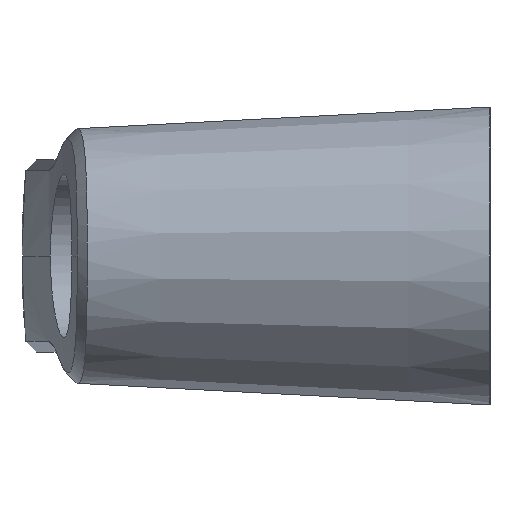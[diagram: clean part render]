
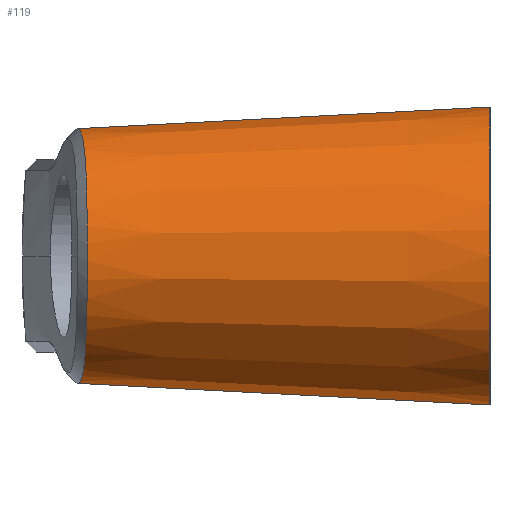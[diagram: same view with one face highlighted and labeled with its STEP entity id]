
A CAD part, left-side view. The second image highlights one B-rep face of the part: STEP entity #119.
In plain terms, the highlighted conical face has half-angle 3 degrees and reference radius 15.5 mm.
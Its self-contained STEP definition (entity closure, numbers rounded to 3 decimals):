
#119=ADVANCED_FACE('NONE',(#295),#296,.T.);
#295=FACE_OUTER_BOUND('',#531,.T.);
#296=CONICAL_SURFACE('',#532,15.5,0.052);
#531=EDGE_LOOP('',(#1468,#1469,#1470,#1471));
#532=AXIS2_PLACEMENT_3D('',#1472,#1473,#1474);
#1468=ORIENTED_EDGE('',*,*,#2036,.T.);
#1469=ORIENTED_EDGE('',*,*,#2037,.T.);
#1470=ORIENTED_EDGE('',*,*,#2038,.T.);
#1471=ORIENTED_EDGE('',*,*,#2039,.F.);
#1472=CARTESIAN_POINT('',(-66.0,0.0,0.0));
#1473=DIRECTION('',(-0.0,-1.0,0.0));
#1474=DIRECTION('',(0.0,0.0,1.0));
#2036=EDGE_CURVE('NONE',#2346,#2347,#2348,.T.);
#2037=EDGE_CURVE('NONE',#2347,#2349,#2350,.T.);
#2038=EDGE_CURVE('NONE',#2349,#2351,#2352,.T.);
#2039=EDGE_CURVE('NONE',#2346,#2351,#2353,.T.);
#2346=VERTEX_POINT('NONE',#3105);
#2347=VERTEX_POINT('NONE',#3106);
#2348=B_SPLINE_CURVE_WITH_KNOTS('',3,(#3107,#3108,#3109,#3110,#3111,#3112,#3113,#3114,#3115,#3116,#3117,#3118,#3119,#3120,#3121,#3122,#3123,#3124,#3125,#3126,#3127,#3128,#3129,#3130,#3131,#3132,#3133,#3134,#3135,#3136,#3137,#3138,#3139,#3140,#3141,#3142,#3143,#3144,#3145,#3146,#3147,#3148,#3149,#3150,#3151,#3152,#3153,#3154,#3155,#3156,#3157,#3158,#3159,#3160,#3161,#3162,#3163,#3164,#3165,#3166,#3167,#3168,#3169,#3170,#3171,#3172,#3173,#3174,#3175,#3176,#3177,#3178,#3179,#3180),.UNSPECIFIED.,.F.,.F.,(4,2,1,1,1,1,1,2,2,2,2,2,1,1,2,2,1,1,2,2,2,2,2,2,1,2,2,2,2,2,2,1,1,2,2,1,2,2,2,1,1,1,2,2,4),(0.11,0.11,0.111,0.112,0.113,0.116,0.122,0.134,0.159,0.208,0.305,0.33,0.331,0.332,0.332,0.333,0.336,0.342,0.354,0.403,0.451,0.5,0.549,0.555,0.561,0.573,0.598,0.647,0.695,0.744,0.768,0.775,0.776,0.777,0.778,0.781,0.793,0.842,0.866,0.878,0.884,0.887,0.888,0.889,0.89),.UNSPECIFIED.);
#2349=VERTEX_POINT('NONE',#3181);
#2350=LINE('',#3182,#3183);
#2351=VERTEX_POINT('NONE',#3184);
#2352=CIRCLE('',#3185,15.5);
#2353=LINE('',#3186,#3187);
#3105=CARTESIAN_POINT('',(-66.,42.895,13.252));
#3106=CARTESIAN_POINT('',(-66.,42.895,-13.252));
#3107=CARTESIAN_POINT('',(-66.,42.895,13.252));
#3108=CARTESIAN_POINT('',(-66.005,42.894,13.252));
#3109=CARTESIAN_POINT('',(-66.013,42.893,13.252));
#3110=CARTESIAN_POINT('',(-66.026,42.891,13.252));
#3111=CARTESIAN_POINT('',(-66.045,42.889,13.252));
#3112=CARTESIAN_POINT('',(-66.091,42.884,13.252));
#3113=CARTESIAN_POINT('',(-66.182,42.873,13.252));
#3114=CARTESIAN_POINT('',(-66.365,42.851,13.25));
#3115=CARTESIAN_POINT('',(-66.731,42.809,13.239));
#3116=CARTESIAN_POINT('',(-67.045,42.774,13.219));
#3117=CARTESIAN_POINT('',(-67.673,42.704,13.163));
#3118=CARTESIAN_POINT('',(-68.092,42.66,13.105));
#3119=CARTESIAN_POINT('',(-69.344,42.534,12.871));
#3120=CARTESIAN_POINT('',(-70.172,42.458,12.632));
#3121=CARTESIAN_POINT('',(-72.581,42.252,11.67));
#3122=CARTESIAN_POINT('',(-74.089,42.147,10.697));
#3123=CARTESIAN_POINT('',(-75.682,42.055,9.124));
#3124=CARTESIAN_POINT('',(-75.986,42.039,8.792));
#3125=CARTESIAN_POINT('',(-76.291,42.023,8.422));
#3126=CARTESIAN_POINT('',(-76.318,42.022,8.389));
#3127=CARTESIAN_POINT('',(-76.349,42.02,8.351));
#3128=CARTESIAN_POINT('',(-76.362,42.02,8.334));
#3129=CARTESIAN_POINT('',(-76.371,42.019,8.323));
#3130=CARTESIAN_POINT('',(-76.376,42.019,8.317));
#3131=CARTESIAN_POINT('',(-76.408,42.017,8.277));
#3132=CARTESIAN_POINT('',(-76.493,42.013,8.17));
#3133=CARTESIAN_POINT('',(-76.689,42.004,7.916));
#3134=CARTESIAN_POINT('',(-76.852,41.996,7.689));
#3135=CARTESIAN_POINT('',(-77.387,41.972,6.914));
#3136=CARTESIAN_POINT('',(-77.78,41.955,6.23));
#3137=CARTESIAN_POINT('',(-78.456,41.929,4.741));
#3138=CARTESIAN_POINT('',(-78.738,41.919,3.935));
#3139=CARTESIAN_POINT('',(-79.147,41.906,2.219));
#3140=CARTESIAN_POINT('',(-79.273,41.903,1.308));
#3141=CARTESIAN_POINT('',(-79.325,41.902,-0.584));
#3142=CARTESIAN_POINT('',(-79.25,41.905,-1.566));
#3143=CARTESIAN_POINT('',(-79.031,41.912,-2.681));
#3144=CARTESIAN_POINT('',(-79.005,41.913,-2.803));
#3145=CARTESIAN_POINT('',(-78.948,41.915,-3.056));
#3146=CARTESIAN_POINT('',(-78.857,41.918,-3.432));
#3147=CARTESIAN_POINT('',(-78.752,41.921,-3.798));
#3148=CARTESIAN_POINT('',(-78.522,41.93,-4.519));
#3149=CARTESIAN_POINT('',(-78.344,41.936,-4.982));
#3150=CARTESIAN_POINT('',(-77.748,41.96,-6.313));
#3151=CARTESIAN_POINT('',(-77.268,41.98,-7.123));
#3152=CARTESIAN_POINT('',(-76.203,42.031,-8.575));
#3153=CARTESIAN_POINT('',(-75.618,42.061,-9.217));
#3154=CARTESIAN_POINT('',(-74.397,42.131,-10.337));
#3155=CARTESIAN_POINT('',(-73.761,42.171,-10.815));
#3156=CARTESIAN_POINT('',(-72.801,42.238,-11.42));
#3157=CARTESIAN_POINT('',(-72.48,42.262,-11.603));
#3158=CARTESIAN_POINT('',(-72.08,42.292,-11.811));
#3159=CARTESIAN_POINT('',(-71.98,42.3,-11.861));
#3160=CARTESIAN_POINT('',(-71.871,42.309,-11.915));
#3161=CARTESIAN_POINT('',(-71.841,42.311,-11.929));
#3162=CARTESIAN_POINT('',(-71.821,42.313,-11.939));
#3163=CARTESIAN_POINT('',(-71.812,42.314,-11.943));
#3164=CARTESIAN_POINT('',(-71.752,42.319,-11.972));
#3165=CARTESIAN_POINT('',(-71.511,42.338,-12.086));
#3166=CARTESIAN_POINT('',(-71.265,42.359,-12.194));
#3167=CARTESIAN_POINT('',(-70.272,42.444,-12.599));
#3168=CARTESIAN_POINT('',(-69.441,42.521,-12.847));
#3169=CARTESIAN_POINT('',(-68.16,42.652,-13.095));
#3170=CARTESIAN_POINT('',(-67.728,42.697,-13.157));
#3171=CARTESIAN_POINT('',(-67.074,42.77,-13.217));
#3172=CARTESIAN_POINT('',(-66.746,42.807,-13.239));
#3173=CARTESIAN_POINT('',(-66.361,42.852,-13.25));
#3174=CARTESIAN_POINT('',(-66.183,42.873,-13.252));
#3175=CARTESIAN_POINT('',(-66.114,42.881,-13.252));
#3176=CARTESIAN_POINT('',(-66.086,42.884,-13.252));
#3177=CARTESIAN_POINT('',(-66.07,42.886,-13.252));
#3178=CARTESIAN_POINT('',(-66.04,42.89,-13.252));
#3179=CARTESIAN_POINT('',(-66.02,42.892,-13.252));
#3180=CARTESIAN_POINT('',(-66.,42.895,-13.252));
#3181=CARTESIAN_POINT('',(-66.0,0.0,-15.5));
#3182=CARTESIAN_POINT('',(-66.0,0.0,-15.5));
#3183=VECTOR('',#4048,1000.0);
#3184=CARTESIAN_POINT('',(-66.0,0.0,15.5));
#3185=AXIS2_PLACEMENT_3D('',#4049,#4050,#4051);
#3186=CARTESIAN_POINT('',(-66.0,0.0,15.5));
#3187=VECTOR('',#4052,1000.0);
#4048=DIRECTION('',(0.,-0.999,-0.052));
#4049=CARTESIAN_POINT('',(-66.0,0.0,0.0));
#4050=DIRECTION('',(0.0,1.0,0.0));
#4051=DIRECTION('',(0.0,0.0,1.0));
#4052=DIRECTION('',(0.0,-0.999,0.052));
